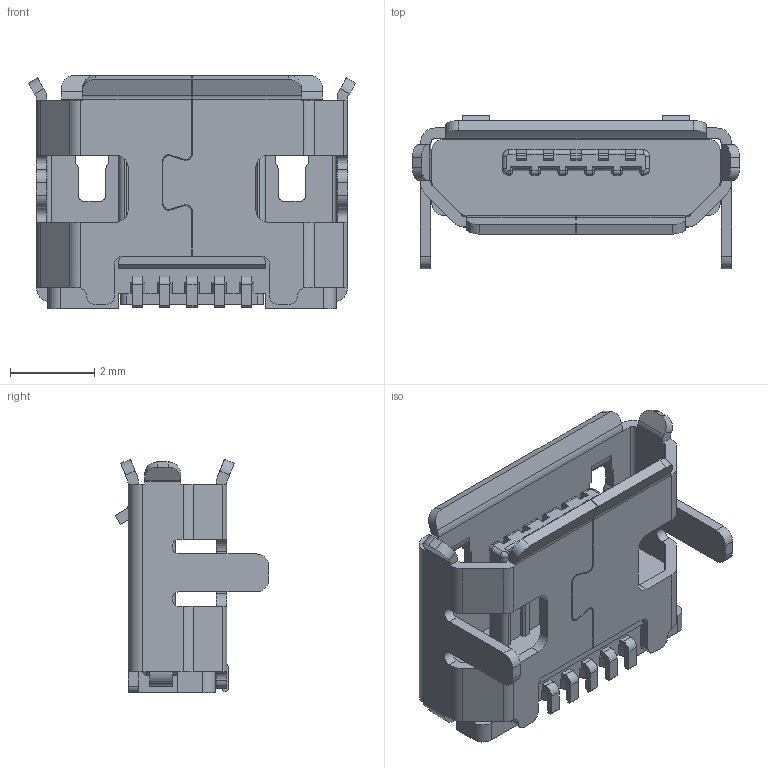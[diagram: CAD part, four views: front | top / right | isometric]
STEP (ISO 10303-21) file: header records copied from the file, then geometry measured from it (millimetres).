
FILE_DESCRIPTION( ( 'STEP AP214' ), '1' );
FILE_NAME( 'USB3075-30-A.stp', '2021-05-01T15:32:08', ( 'License CC BY-ND 4.0' ), ( 'CADENAS' ), ' ', 'PARTsolutions', ' ' );
FILE_SCHEMA( ( 'AUTOMOTIVE_DESIGN { 1 0 10303 214 1 1 1 1 }' ) );
Length unit declared in the file: millimetre
Products named in the file (3): USB3075-30-A; Surface-Knit1; ÇÐ³ý-À­Éì4
Assembly tree (2 placements, depth 2):
  USB3075-30-A
    Surface-Knit1
    ÇÐ³ý-À­Éì4
Bounding box: 7.78 x 3.66 x 5.55 mm (x, y, z)
Volume: 40.2 mm3; surface area: 264.2 mm2
Topology: 2 solids, 2 shells, 544 faces, 1524 edges, 992 vertices
Faces by surface type: plane 370, cylinder 133, bspline 29, cone 12
Entity records: 22456 total; most frequent: CARTESIAN_POINT 3998, ORIENTED_EDGE 3048, DIRECTION 2780, EDGE_CURVE 1524, LINE 1188, VECTOR 1188, VERTEX_POINT 992, AXIS2_PLACEMENT_3D 796
